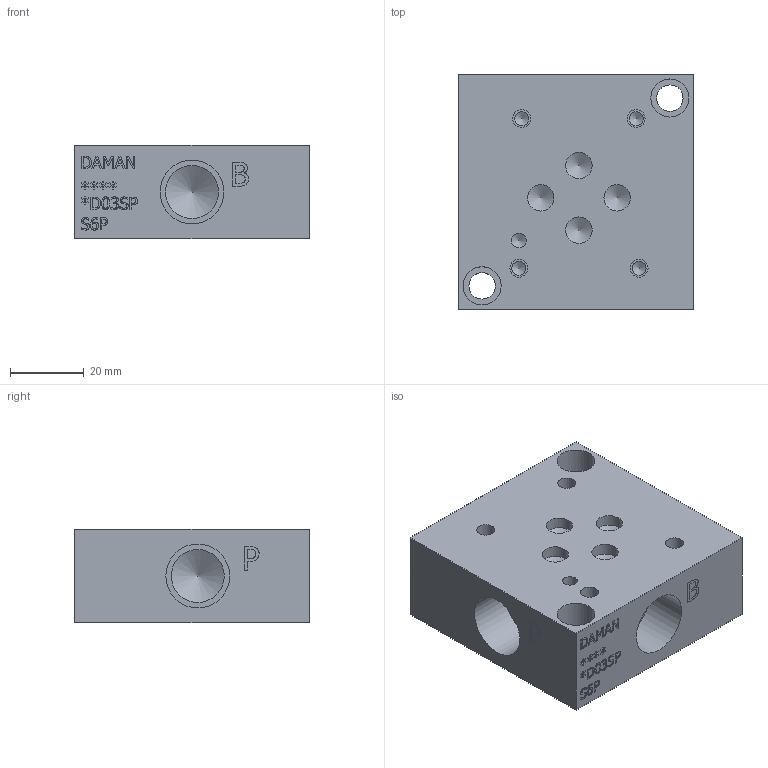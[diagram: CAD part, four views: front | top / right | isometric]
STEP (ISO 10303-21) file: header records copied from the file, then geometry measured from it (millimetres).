
FILE_DESCRIPTION(/* description */ (''),/* implementation_level */ '2;1');
FILE_NAME(/* name */ '_D03SPS6P.stp',/* time_stamp */ '2022-01-12T10:27:32-05:00',/* author */ ('trevorh'),/* organization */ (''),/* preprocessor_version */ 'ST-DEVELOPER v18',/* originating_system */ 'Autodesk Inventor 2020',/* authorisation */ '');
FILE_SCHEMA (('CONFIG_CONTROL_DESIGN'));
Length unit declared in the file: millimetre
Products named in the file (1): Part__D03SPS6P_3D
Bounding box: 63.5 x 63.5 x 25.4 mm (x, y, z)
Volume: 78584.3 mm3; surface area: 21892.7 mm2
Topology: 1 solids, 1 shells, 442 faces, 1213 edges, 817 vertices
Faces by surface type: plane 268, bspline 136, cylinder 25, cone 13
Full cylindrical faces by diameter (mm): 3.785 x4, 3.962 x1, 4.826 x4, 7.137 x6, 10.312 x2, 14.3 x4, 17.297 x4
Entity records: 15024 total; most frequent: CARTESIAN_POINT 4228, ORIENTED_EDGE 2400, DIRECTION 1630, EDGE_CURVE 1200, LINE 840, VECTOR 840, VERTEX_POINT 817, EDGE_LOOP 503
